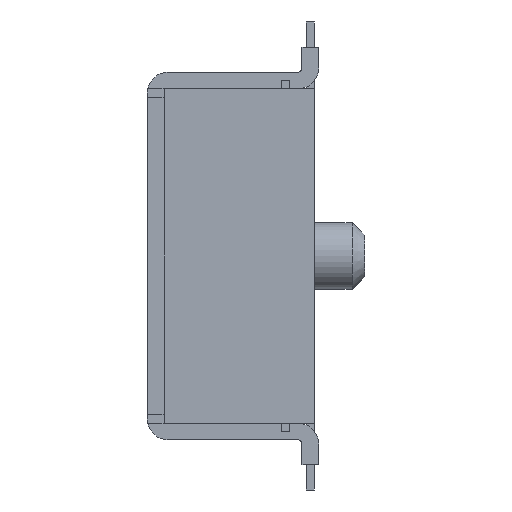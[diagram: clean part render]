
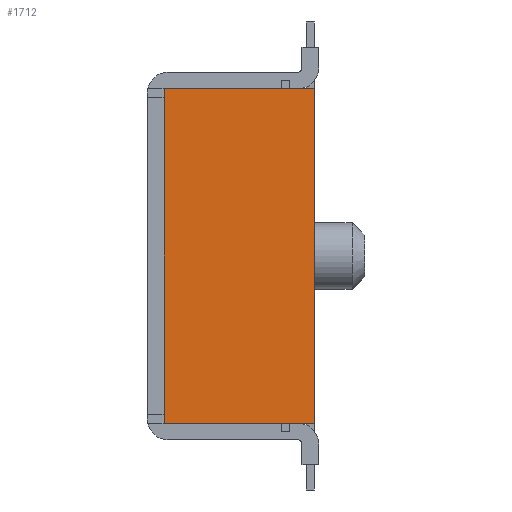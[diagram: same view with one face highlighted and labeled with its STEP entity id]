
A CAD part, left-side view. The second image highlights one B-rep face of the part: STEP entity #1712.
In plain terms, the highlighted planar face has unit normal (-1, 0, 0).
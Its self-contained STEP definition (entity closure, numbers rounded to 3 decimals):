
#129 = VERTEX_POINT ( 'NONE', #1312 ) ;
#132 = CARTESIAN_POINT ( 'NONE',  ( -2.85, 2., 2. ) ) ;
#319 = CARTESIAN_POINT ( 'NONE',  ( -2.85, 2., -2. ) ) ;
#532 = LINE ( 'NONE', #5639, #869 ) ;
#869 = VECTOR ( 'NONE', #1179, 1000. ) ;
#917 = DIRECTION ( 'NONE',  ( 0., -1., 0. ) ) ;
#1100 = DIRECTION ( 'NONE',  ( 0., 0., -1. ) ) ;
#1179 = DIRECTION ( 'NONE',  ( 0., 0., -1. ) ) ;
#1247 = CARTESIAN_POINT ( 'NONE',  ( -2.85, 0., -2. ) ) ;
#1312 = CARTESIAN_POINT ( 'NONE',  ( -2.85, 1.8, -2. ) ) ;
#1597 = CARTESIAN_POINT ( 'NONE',  ( -2.85, 0., 2. ) ) ;
#1712 = ADVANCED_FACE ( 'NONE', ( #5754 ), #6988, .F. ) ;
#1836 = VERTEX_POINT ( 'NONE', #6624 ) ;
#2350 = VECTOR ( 'NONE', #2761, 1000. ) ;
#2761 = DIRECTION ( 'NONE',  ( 0., 0., 1. ) ) ;
#2807 = DIRECTION ( 'NONE',  ( 0., 1., 0. ) ) ;
#2985 = DIRECTION ( 'NONE',  ( 1., 0., 0. ) ) ;
#3257 = VECTOR ( 'NONE', #917, 1000. ) ;
#3594 = VERTEX_POINT ( 'NONE', #1247 ) ;
#4027 = EDGE_CURVE ( 'NONE', #6586, #3594, #532, .T. ) ;
#4048 = ORIENTED_EDGE ( 'NONE', *, *, #8229, .F. ) ;
#4078 = CARTESIAN_POINT ( 'NONE',  ( -2.85, 2., -2. ) ) ;
#4230 = EDGE_CURVE ( 'NONE', #1836, #6586, #7578, .T. ) ;
#4252 = LINE ( 'NONE', #4078, #7873 ) ;
#4489 = EDGE_CURVE ( 'NONE', #3594, #129, #4252, .T. ) ;
#5639 = CARTESIAN_POINT ( 'NONE',  ( -2.85, 0., -2. ) ) ;
#5754 = FACE_OUTER_BOUND ( 'NONE', #8204, .T. ) ;
#6021 = ORIENTED_EDGE ( 'NONE', *, *, #4489, .F. ) ;
#6074 = CARTESIAN_POINT ( 'NONE',  ( -2.85, 1.8, 1.75 ) ) ;
#6572 = LINE ( 'NONE', #6074, #2350 ) ;
#6586 = VERTEX_POINT ( 'NONE', #1597 ) ;
#6624 = CARTESIAN_POINT ( 'NONE',  ( -2.85, 1.8, 2. ) ) ;
#6661 = ORIENTED_EDGE ( 'NONE', *, *, #4027, .F. ) ;
#6988 = PLANE ( 'NONE',  #8489 ) ;
#7578 = LINE ( 'NONE', #132, #3257 ) ;
#7873 = VECTOR ( 'NONE', #2807, 1000. ) ;
#8204 = EDGE_LOOP ( 'NONE', ( #6021, #6661, #8458, #4048 ) ) ;
#8229 = EDGE_CURVE ( 'NONE', #129, #1836, #6572, .T. ) ;
#8458 = ORIENTED_EDGE ( 'NONE', *, *, #4230, .F. ) ;
#8489 = AXIS2_PLACEMENT_3D ( 'NONE', #319, #2985, #1100 ) ;
